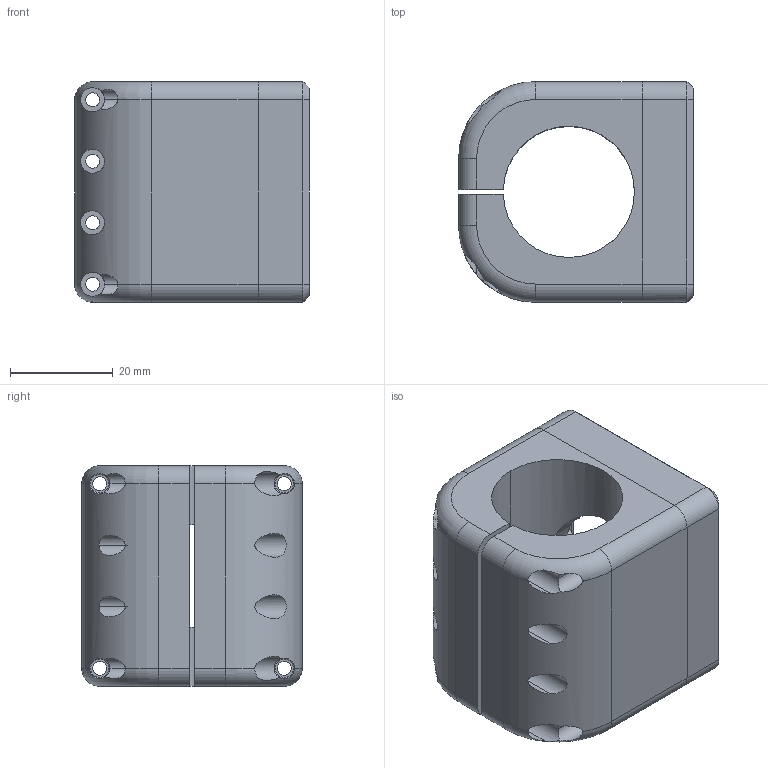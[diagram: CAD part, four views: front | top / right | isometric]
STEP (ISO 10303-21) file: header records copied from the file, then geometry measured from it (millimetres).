
FILE_DESCRIPTION(/* description */ ('VariCAD 2015-2.06 AP-214'),/* implementation_level */ '2;1');
FILE_NAME(/* name */ '0393-27-01f.stp',/* time_stamp */ '2016-05-11T11:35:03-06:00',/* author */ (''),/* organization */ (''),/* preprocessor_version */ 'ST-DEVELOPER v14',/* originating_system */ 'VariCAD 2015-2.06; kernel version (20130303)',/* authorisation */ '');
FILE_SCHEMA (('AUTOMOTIVE_DESIGN'));
Length unit declared in the file: millimetre
Products named in the file (2): 0393-27-01f
Assembly tree (1 placements, depth 2):
  0393-27-01f
    0393-27-01f
Bounding box: 45.8 x 43 x 43 mm (x, y, z)
Volume: 41508 mm3; surface area: 17506.5 mm2
Topology: 1 solids, 1 shells, 429 faces, 1214 edges, 792 vertices
Faces by surface type: plane 200, cylinder 161, cone 64, torus 4
Entity records: 16999 total; most frequent: CARTESIAN_POINT 3935, DIRECTION 2454, ORIENTED_EDGE 2428, EDGE_CURVE 1214, AXIS2_PLACEMENT_3D 865, VERTEX_POINT 792, LINE 724, VECTOR 724
